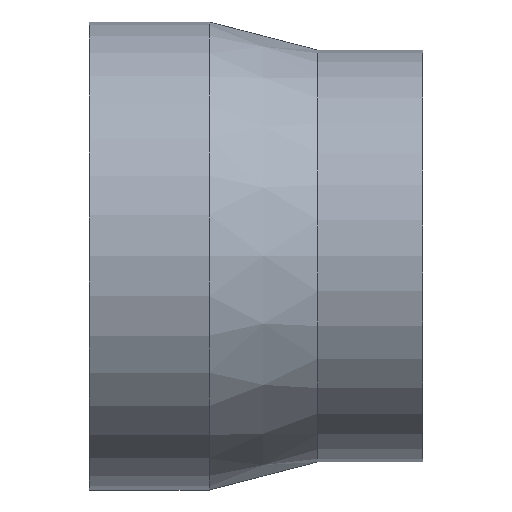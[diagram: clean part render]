
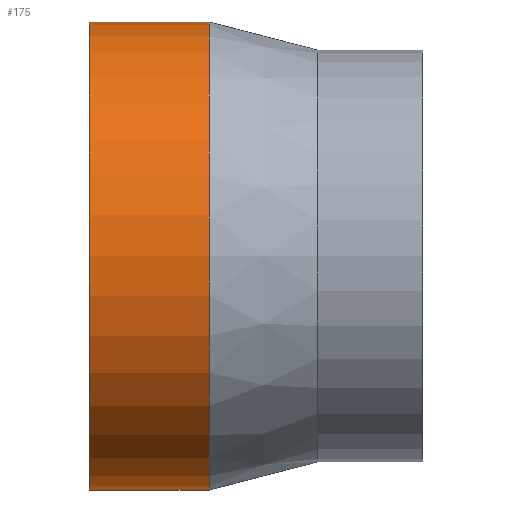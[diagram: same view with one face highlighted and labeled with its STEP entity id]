
A CAD part, top view. The second image highlights one B-rep face of the part: STEP entity #175.
In plain terms, the highlighted cylindrical face has radius 62.5 mm (diameter 125 mm), a partial arc.
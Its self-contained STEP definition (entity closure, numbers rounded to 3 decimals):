
#91 = EDGE_CURVE( '', #159, #183, #226, .T. );
#133 = EDGE_CURVE( '', #159, #185, #273, .T. );
#155 = EDGE_CURVE( '', #185, #161, #298, .T. );
#159 = VERTEX_POINT( '', #302 );
#161 = VERTEX_POINT( '', #304 );
#175 = ADVANCED_FACE( '', ( #320 ), #321, .T. );
#183 = VERTEX_POINT( '', #329 );
#185 = VERTEX_POINT( '', #331 );
#187 = EDGE_CURVE( '', #161, #183, #333, .T. );
#226 = CIRCLE( '', #370, 62.5 );
#273 = LINE( '', #430, #431 );
#298 = CIRCLE( '', #464, 62.5 );
#302 = CARTESIAN_POINT( '', ( 0., -62.5, 0. ) );
#304 = CARTESIAN_POINT( '', ( 32., 62.5, 0. ) );
#320 = FACE_OUTER_BOUND( '', #492, .T. );
#321 = CYLINDRICAL_SURFACE( '', #493, 62.5 );
#329 = CARTESIAN_POINT( '', ( 0., 62.5, 0. ) );
#331 = CARTESIAN_POINT( '', ( 32., -62.5, 0. ) );
#333 = LINE( '', #509, #510 );
#370 = AXIS2_PLACEMENT_3D( '', #542, #543, #544 );
#430 = CARTESIAN_POINT( '', ( 16., -62.5, 0. ) );
#431 = VECTOR( '', #602, 1. );
#464 = AXIS2_PLACEMENT_3D( '', #633, #634, #635 );
#492 = EDGE_LOOP( '', ( #661, #662, #663, #664 ) );
#493 = AXIS2_PLACEMENT_3D( '', #665, #666, #667 );
#509 = CARTESIAN_POINT( '', ( 16., 62.5, 0. ) );
#510 = VECTOR( '', #672, 1. );
#542 = CARTESIAN_POINT( '', ( 0., 0., 0. ) );
#543 = DIRECTION( '', ( -1., 0., 0. ) );
#544 = DIRECTION( '', ( 0., 1., 0. ) );
#602 = DIRECTION( '', ( 1., 0., 0. ) );
#633 = CARTESIAN_POINT( '', ( 32., 0., 0. ) );
#634 = DIRECTION( '', ( -1., 0., 0. ) );
#635 = DIRECTION( '', ( 0., 1., 0. ) );
#661 = ORIENTED_EDGE( '', *, *, #187, .T. );
#662 = ORIENTED_EDGE( '', *, *, #91, .F. );
#663 = ORIENTED_EDGE( '', *, *, #133, .T. );
#664 = ORIENTED_EDGE( '', *, *, #155, .T. );
#665 = CARTESIAN_POINT( '', ( 16., 0., 0. ) );
#666 = DIRECTION( '', ( 1., 0., 0. ) );
#667 = DIRECTION( '', ( 0., 1., 0. ) );
#672 = DIRECTION( '', ( -1., 0., 0. ) );
